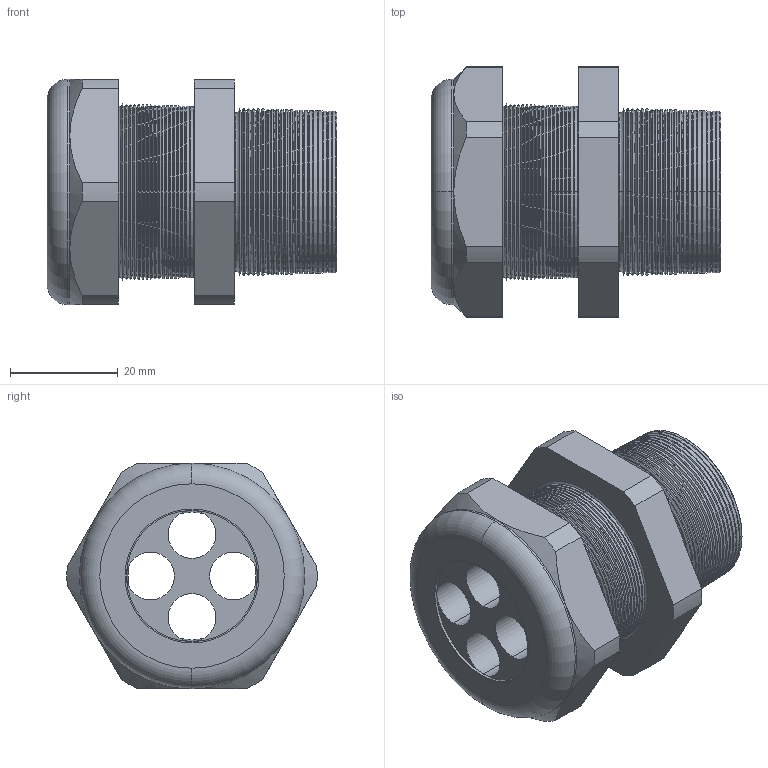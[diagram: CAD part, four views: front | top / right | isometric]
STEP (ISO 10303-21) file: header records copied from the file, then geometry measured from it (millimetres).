
FILE_DESCRIPTION (( 'STEP AP203' ), '1' );
FILE_NAME ('CD29N2-GY.STEP', '2008-11-17T11:03:07', ( 'bay06' ), ( '' ), 'SwSTEP 2.0', 'SolidWorks 2007', '' );
FILE_SCHEMA (( 'CONFIG_CONTROL_DESIGN' ));
Length unit declared in the file: inch
Products named in the file (1): CD29N2-GY
Bounding box: 53.85 x 46.51 x 41.91 mm (x, y, z)
Volume: 32686.8 mm3; surface area: 18287.1 mm2
Topology: 2 solids, 2 shells, 298 faces, 622 edges, 332 vertices
Faces by surface type: cone 244, cylinder 28, plane 20, torus 6
Entity records: 7905 total; most frequent: DIRECTION 1522, CARTESIAN_POINT 1349, ORIENTED_EDGE 1244, EDGE_CURVE 622, AXIS2_PLACEMENT_3D 613, VERTEX_POINT 332, CIRCLE 314, EDGE_LOOP 312
